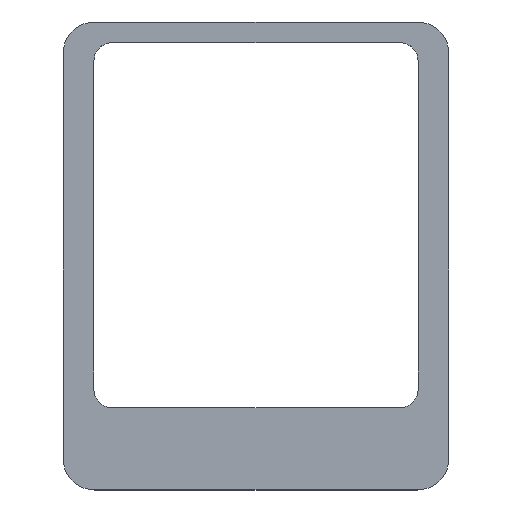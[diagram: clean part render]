
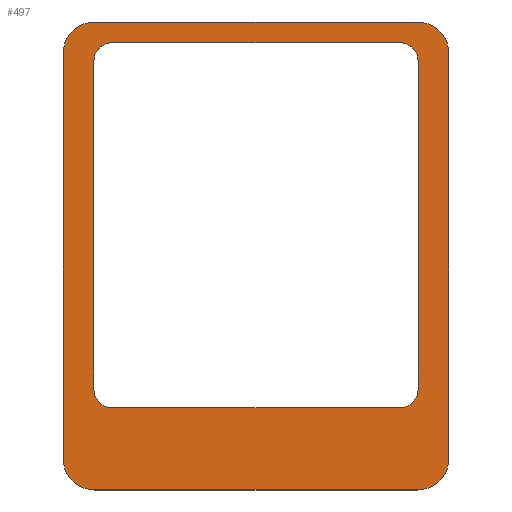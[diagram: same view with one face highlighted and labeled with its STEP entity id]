
A CAD part, top view. The second image highlights one B-rep face of the part: STEP entity #497.
In plain terms, the highlighted planar face has unit normal (0, 0, 1).
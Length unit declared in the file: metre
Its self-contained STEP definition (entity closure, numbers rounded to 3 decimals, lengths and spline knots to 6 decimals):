
#14=LINE('',#767,#54);
#16=LINE('',#771,#56);
#22=LINE('',#785,#62);
#24=LINE('',#789,#64);
#28=LINE('',#798,#68);
#32=LINE('',#807,#72);
#38=LINE('',#821,#78);
#42=LINE('',#830,#82);
#54=VECTOR('',#608,1.);
#56=VECTOR('',#612,1.);
#62=VECTOR('',#620,1.);
#64=VECTOR('',#624,1.);
#68=VECTOR('',#630,1.);
#72=VECTOR('',#636,1.);
#78=VECTOR('',#644,1.);
#82=VECTOR('',#650,1.);
#100=PLANE('',#545);
#145=ORIENTED_EDGE('',*,*,#275,.F.);
#146=ORIENTED_EDGE('',*,*,#281,.T.);
#147=ORIENTED_EDGE('',*,*,#261,.F.);
#148=ORIENTED_EDGE('',*,*,#282,.T.);
#149=ORIENTED_EDGE('',*,*,#265,.T.);
#150=ORIENTED_EDGE('',*,*,#283,.T.);
#151=ORIENTED_EDGE('',*,*,#269,.T.);
#152=ORIENTED_EDGE('',*,*,#284,.T.);
#153=ORIENTED_EDGE('',*,*,#251,.F.);
#154=ORIENTED_EDGE('',*,*,#285,.T.);
#155=ORIENTED_EDGE('',*,*,#253,.T.);
#156=ORIENTED_EDGE('',*,*,#286,.T.);
#157=ORIENTED_EDGE('',*,*,#259,.T.);
#158=ORIENTED_EDGE('',*,*,#287,.T.);
#159=ORIENTED_EDGE('',*,*,#279,.F.);
#160=ORIENTED_EDGE('',*,*,#288,.T.);
#251=EDGE_CURVE('',#319,#320,#14,.T.);
#253=EDGE_CURVE('',#321,#322,#16,.T.);
#259=EDGE_CURVE('',#328,#327,#22,.T.);
#261=EDGE_CURVE('',#329,#330,#24,.T.);
#265=EDGE_CURVE('',#333,#334,#28,.T.);
#269=EDGE_CURVE('',#337,#338,#32,.T.);
#275=EDGE_CURVE('',#343,#344,#38,.T.);
#279=EDGE_CURVE('',#347,#348,#42,.T.);
#281=EDGE_CURVE('',#343,#330,#365,.T.);
#282=EDGE_CURVE('',#329,#333,#366,.T.);
#283=EDGE_CURVE('',#334,#337,#367,.T.);
#284=EDGE_CURVE('',#338,#344,#368,.T.);
#285=EDGE_CURVE('',#319,#321,#369,.F.);
#286=EDGE_CURVE('',#322,#328,#370,.F.);
#287=EDGE_CURVE('',#327,#348,#371,.F.);
#288=EDGE_CURVE('',#347,#320,#372,.F.);
#319=VERTEX_POINT('',#766);
#320=VERTEX_POINT('',#768);
#321=VERTEX_POINT('',#772);
#322=VERTEX_POINT('',#773);
#327=VERTEX_POINT('',#784);
#328=VERTEX_POINT('',#786);
#329=VERTEX_POINT('',#790);
#330=VERTEX_POINT('',#791);
#333=VERTEX_POINT('',#799);
#334=VERTEX_POINT('',#800);
#337=VERTEX_POINT('',#808);
#338=VERTEX_POINT('',#809);
#343=VERTEX_POINT('',#820);
#344=VERTEX_POINT('',#822);
#347=VERTEX_POINT('',#829);
#348=VERTEX_POINT('',#831);
#365=CIRCLE('',#546,0.007725);
#366=CIRCLE('',#547,0.007725);
#367=CIRCLE('',#548,0.007725);
#368=CIRCLE('',#549,0.007725);
#369=CIRCLE('',#550,0.004587);
#370=CIRCLE('',#551,0.004587);
#371=CIRCLE('',#552,0.004587);
#372=CIRCLE('',#553,0.004587);
#401=EDGE_LOOP('',(#145,#146,#147,#148,#149,#150,#151,#152));
#402=EDGE_LOOP('',(#153,#154,#155,#156,#157,#158,#159,#160));
#443=FACE_BOUND('',#401,.T.);
#444=FACE_BOUND('',#402,.T.);
#497=ADVANCED_FACE('',(#443,#444),#100,.T.);
#545=AXIS2_PLACEMENT_3D('',#833,#652,#653);
#546=AXIS2_PLACEMENT_3D('',#834,#654,#655);
#547=AXIS2_PLACEMENT_3D('',#835,#656,#657);
#548=AXIS2_PLACEMENT_3D('',#836,#658,#659);
#549=AXIS2_PLACEMENT_3D('',#837,#660,#661);
#550=AXIS2_PLACEMENT_3D('',#838,#662,#663);
#551=AXIS2_PLACEMENT_3D('',#839,#664,#665);
#552=AXIS2_PLACEMENT_3D('',#840,#666,#667);
#553=AXIS2_PLACEMENT_3D('',#841,#668,#669);
#608=DIRECTION('',(0.,-1.,0.));
#612=DIRECTION('',(1.,0.,0.));
#620=DIRECTION('',(0.,-1.,0.));
#624=DIRECTION('',(0.,1.,0.));
#630=DIRECTION('',(1.,0.,0.));
#636=DIRECTION('',(0.,1.,0.));
#644=DIRECTION('',(1.,0.,0.));
#650=DIRECTION('',(1.,0.,0.));
#652=DIRECTION('',(0.,0.,1.));
#653=DIRECTION('',(1.,0.,0.));
#654=DIRECTION('',(0.,0.,1.));
#655=DIRECTION('',(1.,0.,0.));
#656=DIRECTION('',(0.,0.,1.));
#657=DIRECTION('',(1.,0.,0.));
#658=DIRECTION('',(0.,0.,1.));
#659=DIRECTION('',(1.,0.,0.));
#660=DIRECTION('',(0.,0.,1.));
#661=DIRECTION('',(1.,0.,0.));
#662=DIRECTION('',(0.,0.,1.));
#663=DIRECTION('',(1.,0.,0.));
#664=DIRECTION('',(0.,0.,1.));
#665=DIRECTION('',(1.,0.,0.));
#666=DIRECTION('',(0.,0.,1.));
#667=DIRECTION('',(1.,0.,0.));
#668=DIRECTION('',(0.,0.,1.));
#669=DIRECTION('',(1.,0.,0.));
#766=CARTESIAN_POINT('',(-0.038472,0.051393,0.025));
#767=CARTESIAN_POINT('',(-0.038472,-0.007358,0.025));
#768=CARTESIAN_POINT('',(-0.038472,-0.028433,0.025));
#771=CARTESIAN_POINT('',(0.001028,0.05598,0.025));
#772=CARTESIAN_POINT('',(-0.033885,0.05598,0.025));
#773=CARTESIAN_POINT('',(0.035941,0.05598,0.025));
#784=CARTESIAN_POINT('',(0.040528,-0.028433,0.025));
#785=CARTESIAN_POINT('',(0.040528,0.01148,0.025));
#786=CARTESIAN_POINT('',(0.040528,0.051393,0.025));
#789=CARTESIAN_POINT('',(-0.045972,0.00398,0.025));
#790=CARTESIAN_POINT('',(-0.045972,-0.045294,0.025));
#791=CARTESIAN_POINT('',(-0.045972,0.053255,0.025));
#798=CARTESIAN_POINT('',(0.001028,-0.05302,0.025));
#799=CARTESIAN_POINT('',(-0.038247,-0.05302,0.025));
#800=CARTESIAN_POINT('',(0.040303,-0.05302,0.025));
#807=CARTESIAN_POINT('',(0.048028,0.00398,0.025));
#808=CARTESIAN_POINT('',(0.048028,-0.045294,0.025));
#809=CARTESIAN_POINT('',(0.048028,0.053255,0.025));
#820=CARTESIAN_POINT('',(-0.038247,0.06098,0.025));
#821=CARTESIAN_POINT('',(0.001028,0.06098,0.025));
#822=CARTESIAN_POINT('',(0.040303,0.06098,0.025));
#829=CARTESIAN_POINT('',(-0.033885,-0.03302,0.025));
#830=CARTESIAN_POINT('',(0.001028,-0.03302,0.025));
#831=CARTESIAN_POINT('',(0.035941,-0.03302,0.025));
#833=CARTESIAN_POINT('',(0.001028,0.00398,0.025));
#834=CARTESIAN_POINT('',(-0.038247,0.053255,0.025));
#835=CARTESIAN_POINT('',(-0.038247,-0.045294,0.025));
#836=CARTESIAN_POINT('',(0.040303,-0.045294,0.025));
#837=CARTESIAN_POINT('',(0.040303,0.053255,0.025));
#838=CARTESIAN_POINT('',(-0.033885,0.051393,0.025));
#839=CARTESIAN_POINT('',(0.035941,0.051393,0.025));
#840=CARTESIAN_POINT('',(0.035941,-0.028433,0.025));
#841=CARTESIAN_POINT('',(-0.033885,-0.028433,0.025));
